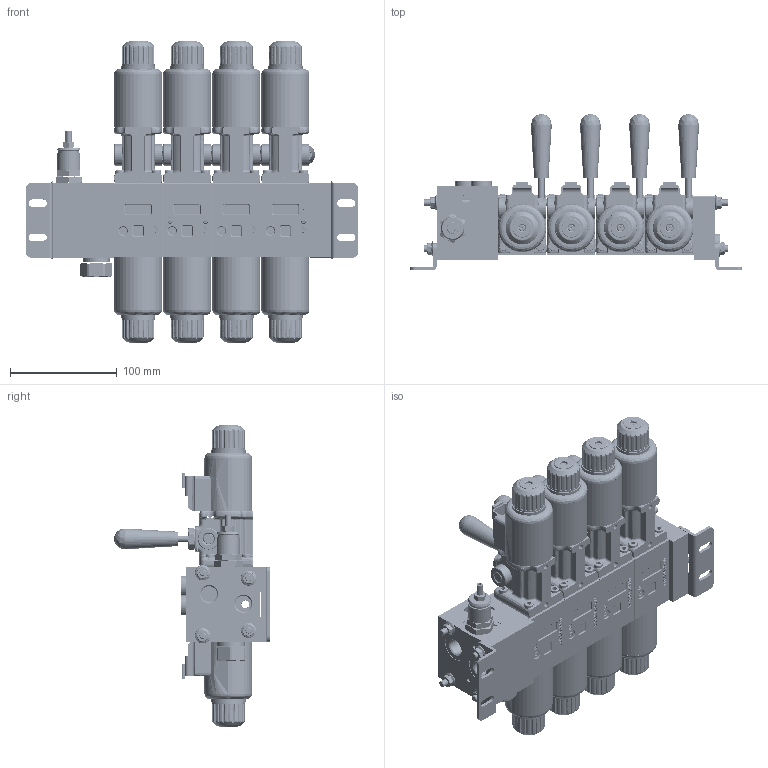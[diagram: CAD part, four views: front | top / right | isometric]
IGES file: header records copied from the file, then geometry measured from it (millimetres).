
Start section: SolidWorks IGES file using analytic representation for surfaces
Global section: file name: CD300034.igs; native system: SolidWorks 2016; preprocessor: SolidWorks 2016; author: serviziopdm; date: 170109.105003; units: millimetre
Bounding box: 311 x 146 x 282.5 mm (x, y, z)
Surface area: 352999 mm2 (no closed solid volume)
Topology: 0 solids, 0 shells, 4342 faces, 72037 edges, 71909 vertices
Faces by surface type: bspline 2220, revolution 2122
